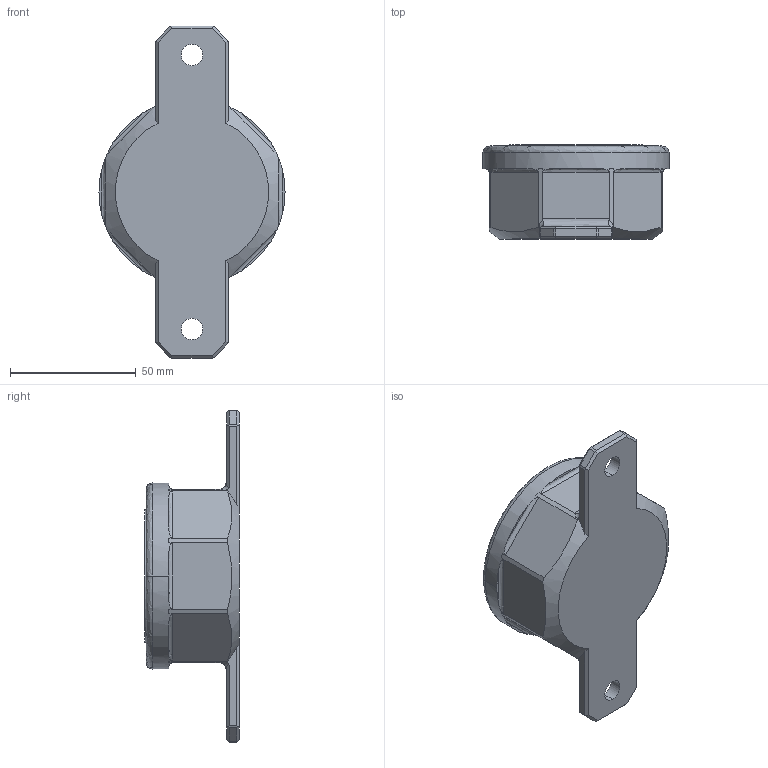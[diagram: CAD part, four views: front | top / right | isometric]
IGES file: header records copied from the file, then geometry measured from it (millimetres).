
Start section:  PTC IGES file: 158503.igs
Global section: file name: 158503.igs; native system: Pro/ENGINEER by Parametric Technology Corporation; preprocessor: 2009141; author: banengservice; organization: Unknown; date: 20111006.124244; units: inch
Bounding box: 73.96 x 37.5 x 132 mm (x, y, z)
Volume: 91539.5 mm3; surface area: 37076.7 mm2
Topology: 2 solids, 2 shells, 107 faces, 293 edges, 194 vertices
Faces by surface type: bspline 71, revolution 36
